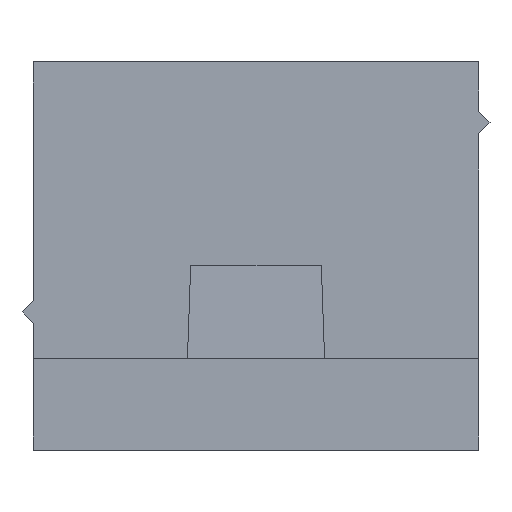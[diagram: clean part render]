
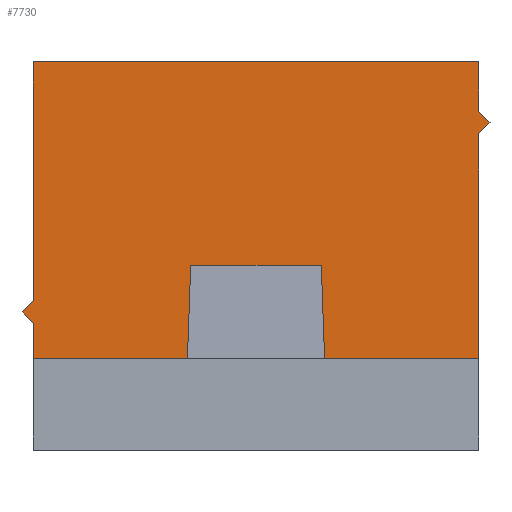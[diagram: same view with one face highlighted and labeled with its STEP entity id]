
A CAD part, left-side view. The second image highlights one B-rep face of the part: STEP entity #7730.
In plain terms, the highlighted face is planar.
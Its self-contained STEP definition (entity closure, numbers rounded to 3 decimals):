
#480=CARTESIAN_POINT('',(-44.897,19.,
2.));
#490=VERTEX_POINT('',#480);
#520=CARTESIAN_POINT('',(-44.827,19.,
0.));
#530=DIRECTION('',(0.035,0.,
-0.999));
#540=VECTOR('',#530,1.);
#550=LINE('',#520,#540);
#560=CARTESIAN_POINT('',(-45.04,19.,
6.1));
#570=VERTEX_POINT('',#560);
#580=EDGE_CURVE('',#570,#490,#550,.T.);
#950=CARTESIAN_POINT('',(-56.15,19.,
15.));
#960=VERTEX_POINT('',#950);
#990=CARTESIAN_POINT('',(1.078,19.,
15.));
#1000=DIRECTION('',(1.,0.,0.));
#1010=VECTOR('',#1000,1.);
#1020=LINE('',#990,#1010);
#1030=CARTESIAN_POINT('',(-36.65,19.,
15.));
#1040=VERTEX_POINT('',#1030);
#1050=EDGE_CURVE('',#960,#1040,#1020,.T.);
#5260=CARTESIAN_POINT('',(-56.15,19.,
12.85));
#5270=VERTEX_POINT('',#5260);
#5300=CARTESIAN_POINT('',(-56.15,19.,
0.));
#5310=DIRECTION('',(0.,0.,-1.));
#5320=VECTOR('',#5310,1.);
#5330=LINE('',#5300,#5320);
#5340=EDGE_CURVE('',#960,#5270,#5330,.T.);
#5960=CARTESIAN_POINT('',(-36.65,19.,
2.));
#5970=VERTEX_POINT('',#5960);
#6000=CARTESIAN_POINT('',(1.078,19.,
2.));
#6010=DIRECTION('',(1.,0.,0.));
#6020=VECTOR('',#6010,1.);
#6030=LINE('',#6000,#6020);
#6040=EDGE_CURVE('',#490,#5970,#6030,.T.);
#6420=CARTESIAN_POINT('',(-47.903,19.,
2.));
#6430=VERTEX_POINT('',#6420);
#6460=CARTESIAN_POINT('',(-56.15,19.,
2.));
#6470=VERTEX_POINT('',#6460);
#6480=EDGE_CURVE('',#6470,#6430,#6030,.T.);
#6950=CARTESIAN_POINT('',(-46.4,19.,
5.75));
#6960=DIRECTION('',(0.,-1.,0.));
#6970=DIRECTION('',(1.,0.,0.));
#6980=AXIS2_PLACEMENT_3D('',#6950,#6960,#6970);
#6990=PLANE('',#6980);
#7000=ORIENTED_EDGE('',*,*,#6480,.F.);
#7010=CARTESIAN_POINT('',(-47.973,19.,
0.));
#7020=DIRECTION('',(0.035,0.,
0.999));
#7030=VECTOR('',#7020,1.);
#7040=LINE('',#7010,#7030);
#7050=CARTESIAN_POINT('',(-47.76,19.,
6.1));
#7060=VERTEX_POINT('',#7050);
#7070=EDGE_CURVE('',#6430,#7060,#7040,.T.);
#7080=ORIENTED_EDGE('',*,*,#7070,.F.);
#7090=CARTESIAN_POINT('',(1.078,19.,
6.1));
#7100=DIRECTION('',(-1.,0.,0.));
#7110=VECTOR('',#7100,1.);
#7120=LINE('',#7090,#7110);
#7130=EDGE_CURVE('',#570,#7060,#7120,.T.);
#7140=ORIENTED_EDGE('',*,*,#7130,.T.);
#7150=ORIENTED_EDGE('',*,*,#580,.F.);
#7160=ORIENTED_EDGE('',*,*,#6040,.F.);
#7170=CARTESIAN_POINT('',(-36.65,19.,
0.));
#7180=DIRECTION('',(0.,0.,1.));
#7190=VECTOR('',#7180,1.);
#7200=LINE('',#7170,#7190);
#7210=CARTESIAN_POINT('',(-36.65,19.,
3.55));
#7220=VERTEX_POINT('',#7210);
#7230=EDGE_CURVE('',#5970,#7220,#7200,.T.);
#7240=ORIENTED_EDGE('',*,*,#7230,.F.);
#7250=CARTESIAN_POINT('',(0.578,19.,
40.778));
#7260=DIRECTION('',(-0.707,0.,
-0.707));
#7270=VECTOR('',#7260,1.);
#7280=LINE('',#7250,#7270);
#7290=CARTESIAN_POINT('',(-36.15,19.,
4.05));
#7300=VERTEX_POINT('',#7290);
#7310=EDGE_CURVE('',#7300,#7220,#7280,.T.);
#7320=ORIENTED_EDGE('',*,*,#7310,.T.);
#7330=CARTESIAN_POINT('',(0.578,19.,
-32.678));
#7340=DIRECTION('',(0.707,0.,
-0.707));
#7350=VECTOR('',#7340,1.);
#7360=LINE('',#7330,#7350);
#7370=CARTESIAN_POINT('',(-36.65,19.,
4.55));
#7380=VERTEX_POINT('',#7370);
#7390=EDGE_CURVE('',#7380,#7300,#7360,.T.);
#7400=ORIENTED_EDGE('',*,*,#7390,.T.);
#7410=CARTESIAN_POINT('',(-36.65,19.,
0.));
#7420=DIRECTION('',(0.,0.,1.));
#7430=VECTOR('',#7420,1.);
#7440=LINE('',#7410,#7430);
#7450=EDGE_CURVE('',#7380,#1040,#7440,.T.);
#7460=ORIENTED_EDGE('',*,*,#7450,.F.);
#7470=ORIENTED_EDGE('',*,*,#1050,.T.);
#7480=ORIENTED_EDGE('',*,*,#5340,.F.);
#7490=CARTESIAN_POINT('',(1.078,19.,
70.078));
#7500=DIRECTION('',(0.707,0.,
0.707));
#7510=VECTOR('',#7500,1.);
#7520=LINE('',#7490,#7510);
#7530=CARTESIAN_POINT('',(-56.65,19.,
12.35));
#7540=VERTEX_POINT('',#7530);
#7550=EDGE_CURVE('',#7540,#5270,#7520,.T.);
#7560=ORIENTED_EDGE('',*,*,#7550,.T.);
#7570=CARTESIAN_POINT('',(-44.3,19.,
0.));
#7580=DIRECTION('',(-0.707,0.,
0.707));
#7590=VECTOR('',#7580,1.);
#7600=LINE('',#7570,#7590);
#7610=CARTESIAN_POINT('',(-56.15,19.,11.85));
#7620=VERTEX_POINT('',#7610);
#7630=EDGE_CURVE('',#7620,#7540,#7600,.T.);
#7640=ORIENTED_EDGE('',*,*,#7630,.T.);
#7650=CARTESIAN_POINT('',(-56.15,19.,
0.));
#7660=DIRECTION('',(0.,0.,-1.));
#7670=VECTOR('',#7660,1.);
#7680=LINE('',#7650,#7670);
#7690=EDGE_CURVE('',#7620,#6470,#7680,.T.);
#7700=ORIENTED_EDGE('',*,*,#7690,.F.);
#7710=EDGE_LOOP('',(#7700,#7640,#7560,#7480,#7470,#7460,#7400,#7320,
#7240,#7160,#7150,#7140,#7080,#7000));
#7720=FACE_OUTER_BOUND('',#7710,.T.);
#7730=ADVANCED_FACE('',(#7720),#6990,.F.);
